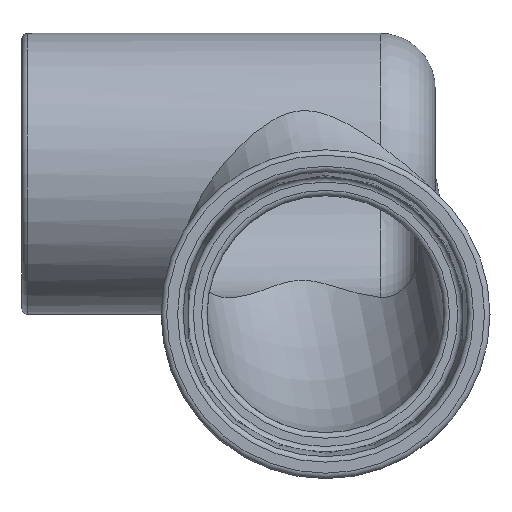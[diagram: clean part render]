
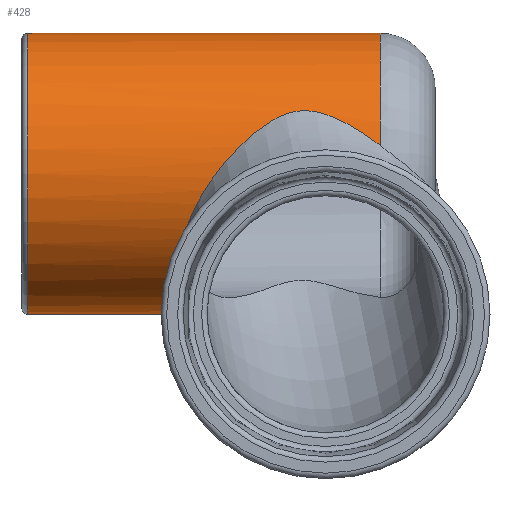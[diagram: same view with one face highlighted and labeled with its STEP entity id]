
A CAD part, left-side view. The second image highlights one B-rep face of the part: STEP entity #428.
In plain terms, the highlighted cylindrical face has radius 12.75 mm (diameter 25.5 mm), a full revolution.
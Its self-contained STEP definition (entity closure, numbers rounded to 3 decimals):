
#17=B_SPLINE_CURVE_WITH_KNOTS('',3,(#841,#842,#843,#844,#845,#846,#847,
#848,#849,#850,#851,#852,#853,#854,#855,#856,#857,#858,#859,#860,#861,#862,
#863,#864,#865,#866,#867,#868,#869,#870,#871,#872,#873,#874),
 .UNSPECIFIED.,.F.,.F.,(4,2,2,2,2,2,2,2,2,2,2,2,2,2,2,2,4),(0.899,
1.112,1.73,2.018,2.191,2.353,
2.626,3.357,4.322,5.027,5.596,
5.983,6.283,6.641,7.408,8.261,
8.508),.UNSPECIFIED.);
#18=B_SPLINE_CURVE_WITH_KNOTS('',3,(#876,#877,#878,#879,#880,#881,#882,
#883,#884,#885,#886,#887,#888,#889,#890,#891),.UNSPECIFIED.,.F.,.F.,(4,
2,2,2,2,2,2,4),(8.508,8.561,8.683,8.777,
8.888,9.136,9.55,10.245),
 .UNSPECIFIED.);
#32=LINE('',#837,#38);
#38=VECTOR('',#660,12.75);
#42=CYLINDRICAL_SURFACE('',#516,12.75);
#70=FACE_OUTER_BOUND('',#98,.T.);
#98=EDGE_LOOP('',(#356,#357,#358,#359,#360,#361,#362,#363,#364));
#146=CIRCLE('',#513,12.75);
#147=CIRCLE('',#514,12.75);
#148=CIRCLE('',#515,12.75);
#149=CIRCLE('',#517,12.75);
#150=CIRCLE('',#518,12.75);
#190=VERTEX_POINT('',#828);
#191=VERTEX_POINT('',#830);
#192=VERTEX_POINT('',#832);
#193=VERTEX_POINT('',#836);
#194=VERTEX_POINT('',#838);
#195=VERTEX_POINT('',#840);
#196=VERTEX_POINT('',#875);
#249=EDGE_CURVE('',#190,#191,#146,.T.);
#250=EDGE_CURVE('',#191,#192,#147,.T.);
#251=EDGE_CURVE('',#192,#190,#148,.T.);
#252=EDGE_CURVE('',#192,#193,#32,.T.);
#253=EDGE_CURVE('',#194,#193,#149,.T.);
#254=EDGE_CURVE('',#194,#195,#17,.T.);
#255=EDGE_CURVE('',#195,#196,#18,.T.);
#256=EDGE_CURVE('',#193,#196,#150,.T.);
#356=ORIENTED_EDGE('',*,*,#250,.F.);
#357=ORIENTED_EDGE('',*,*,#249,.F.);
#358=ORIENTED_EDGE('',*,*,#251,.F.);
#359=ORIENTED_EDGE('',*,*,#252,.T.);
#360=ORIENTED_EDGE('',*,*,#253,.F.);
#361=ORIENTED_EDGE('',*,*,#254,.T.);
#362=ORIENTED_EDGE('',*,*,#255,.T.);
#363=ORIENTED_EDGE('',*,*,#256,.F.);
#364=ORIENTED_EDGE('',*,*,#252,.F.);
#428=ADVANCED_FACE('',(#70),#42,.T.);
#513=AXIS2_PLACEMENT_3D('',#831,#652,#653);
#514=AXIS2_PLACEMENT_3D('',#833,#654,#655);
#515=AXIS2_PLACEMENT_3D('',#834,#656,#657);
#516=AXIS2_PLACEMENT_3D('',#835,#658,#659);
#517=AXIS2_PLACEMENT_3D('',#839,#661,#662);
#518=AXIS2_PLACEMENT_3D('',#892,#663,#664);
#652=DIRECTION('center_axis',(0.,1.,0.));
#653=DIRECTION('ref_axis',(1.,0.,0.));
#654=DIRECTION('center_axis',(0.,1.,0.));
#655=DIRECTION('ref_axis',(1.,0.,0.));
#656=DIRECTION('center_axis',(0.,1.,0.));
#657=DIRECTION('ref_axis',(1.,0.,0.));
#658=DIRECTION('center_axis',(0.,1.,0.));
#659=DIRECTION('ref_axis',(-1.,0.,0.));
#660=DIRECTION('',(0.,-1.,0.));
#661=DIRECTION('center_axis',(0.,-1.,0.));
#662=DIRECTION('ref_axis',(0.766,0.,0.643));
#663=DIRECTION('center_axis',(0.,-1.,0.));
#664=DIRECTION('ref_axis',(0.766,0.,0.643));
#828=CARTESIAN_POINT('',(0.,37.,-12.75));
#830=CARTESIAN_POINT('',(-12.75,37.,0.));
#831=CARTESIAN_POINT('Origin',(0.,37.,0.));
#832=CARTESIAN_POINT('',(12.75,37.,0.));
#833=CARTESIAN_POINT('Origin',(0.,37.,0.));
#834=CARTESIAN_POINT('Origin',(0.,37.,0.));
#835=CARTESIAN_POINT('Origin',(0.,0.,0.));
#836=CARTESIAN_POINT('',(12.75,5.,0.));
#837=CARTESIAN_POINT('',(12.75,0.,0.));
#838=CARTESIAN_POINT('',(2.009,5.,-12.591));
#839=CARTESIAN_POINT('Origin',(0.,5.,0.));
#840=CARTESIAN_POINT('',(-11.546,13.582,5.408));
#841=CARTESIAN_POINT('Ctrl Pts',(2.009,5.,-12.591));
#842=CARTESIAN_POINT('Ctrl Pts',(2.507,5.452,-12.511));
#843=CARTESIAN_POINT('Ctrl Pts',(2.981,5.91,-12.405));
#844=CARTESIAN_POINT('Ctrl Pts',(4.715,7.709,-11.922));
#845=CARTESIAN_POINT('Ctrl Pts',(5.69,8.998,-11.426));
#846=CARTESIAN_POINT('Ctrl Pts',(6.466,10.671,-10.992));
#847=CARTESIAN_POINT('Ctrl Pts',(6.597,11.127,-10.911));
#848=CARTESIAN_POINT('Ctrl Pts',(6.691,11.782,-10.854));
#849=CARTESIAN_POINT('Ctrl Pts',(6.701,12.029,-10.847));
#850=CARTESIAN_POINT('Ctrl Pts',(6.669,12.512,-10.867));
#851=CARTESIAN_POINT('Ctrl Pts',(6.63,12.74,-10.891));
#852=CARTESIAN_POINT('Ctrl Pts',(6.468,13.34,-10.988));
#853=CARTESIAN_POINT('Ctrl Pts',(6.31,13.694,-11.081));
#854=CARTESIAN_POINT('Ctrl Pts',(5.623,14.907,-11.457));
#855=CARTESIAN_POINT('Ctrl Pts',(4.797,15.831,-11.866));
#856=CARTESIAN_POINT('Ctrl Pts',(2.332,18.009,-12.621));
#857=CARTESIAN_POINT('Ctrl Pts',(0.546,19.256,-12.893));
#858=CARTESIAN_POINT('Ctrl Pts',(-2.88,21.173,-12.506));
#859=CARTESIAN_POINT('Ctrl Pts',(-4.358,21.866,-12.086));
#860=CARTESIAN_POINT('Ctrl Pts',(-6.908,22.775,-10.792));
#861=CARTESIAN_POINT('Ctrl Pts',(-7.984,23.049,-10.03));
#862=CARTESIAN_POINT('Ctrl Pts',(-9.583,23.207,-8.458));
#863=CARTESIAN_POINT('Ctrl Pts',(-10.159,23.186,-7.756));
#864=CARTESIAN_POINT('Ctrl Pts',(-11.038,22.985,-6.419));
#865=CARTESIAN_POINT('Ctrl Pts',(-11.367,22.843,-5.814));
#866=CARTESIAN_POINT('Ctrl Pts',(-11.973,22.416,-4.457));
#867=CARTESIAN_POINT('Ctrl Pts',(-12.222,22.111,-3.71));
#868=CARTESIAN_POINT('Ctrl Pts',(-12.778,20.96,-1.391));
#869=CARTESIAN_POINT('Ctrl Pts',(-12.821,19.908,0.122));
#870=CARTESIAN_POINT('Ctrl Pts',(-12.492,17.382,2.962));
#871=CARTESIAN_POINT('Ctrl Pts',(-12.079,15.965,4.155));
#872=CARTESIAN_POINT('Ctrl Pts',(-11.698,14.361,5.075));
#873=CARTESIAN_POINT('Ctrl Pts',(-11.614,13.979,5.263));
#874=CARTESIAN_POINT('Ctrl Pts',(-11.546,13.582,5.408));
#875=CARTESIAN_POINT('',(-12.485,5.,2.586));
#876=CARTESIAN_POINT('Ctrl Pts',(-11.546,13.582,5.408));
#877=CARTESIAN_POINT('Ctrl Pts',(-11.532,13.497,5.439));
#878=CARTESIAN_POINT('Ctrl Pts',(-11.518,13.413,5.468));
#879=CARTESIAN_POINT('Ctrl Pts',(-11.475,13.128,5.557));
#880=CARTESIAN_POINT('Ctrl Pts',(-11.45,12.926,5.608));
#881=CARTESIAN_POINT('Ctrl Pts',(-11.417,12.56,5.676));
#882=CARTESIAN_POINT('Ctrl Pts',(-11.406,12.4,5.697));
#883=CARTESIAN_POINT('Ctrl Pts',(-11.392,12.046,5.725));
#884=CARTESIAN_POINT('Ctrl Pts',(-11.391,11.854,5.729));
#885=CARTESIAN_POINT('Ctrl Pts',(-11.403,11.235,5.704));
#886=CARTESIAN_POINT('Ctrl Pts',(-11.439,10.816,5.632));
#887=CARTESIAN_POINT('Ctrl Pts',(-11.576,9.722,5.348));
#888=CARTESIAN_POINT('Ctrl Pts',(-11.706,9.032,5.063));
#889=CARTESIAN_POINT('Ctrl Pts',(-12.038,7.356,4.237));
#890=CARTESIAN_POINT('Ctrl Pts',(-12.296,6.173,3.5));
#891=CARTESIAN_POINT('Ctrl Pts',(-12.485,5.,2.586));
#892=CARTESIAN_POINT('Origin',(0.,5.,0.));
